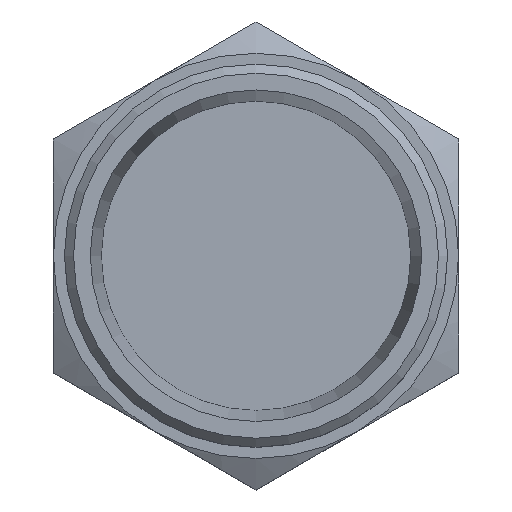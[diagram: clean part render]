
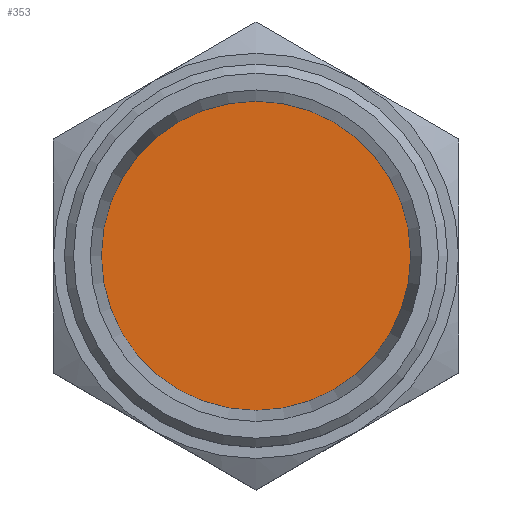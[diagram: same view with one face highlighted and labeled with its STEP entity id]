
A CAD part, top view. The second image highlights one B-rep face of the part: STEP entity #353.
In plain terms, the highlighted planar face has unit normal (0, 0, 1).
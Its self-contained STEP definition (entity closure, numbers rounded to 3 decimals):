
#34=PLANE('',#398);
#49=CIRCLE('',#399,21.);
#78=ORIENTED_EDGE('',*,*,#176,.F.);
#176=EDGE_CURVE('',#221,#221,#49,.T.);
#221=VERTEX_POINT('',#601);
#270=EDGE_LOOP('',(#78));
#304=FACE_BOUND('',#270,.T.);
#353=ADVANCED_FACE('',(#304),#34,.F.);
#398=AXIS2_PLACEMENT_3D('',#599,#456,#457);
#399=AXIS2_PLACEMENT_3D('',#600,#458,#459);
#456=DIRECTION('',(0.,0.,-1.));
#457=DIRECTION('',(0.,1.,0.));
#458=DIRECTION('',(0.,0.,-1.));
#459=DIRECTION('',(0.,1.,0.));
#599=CARTESIAN_POINT('',(0.,0.,0.));
#600=CARTESIAN_POINT('',(0.,0.,0.));
#601=CARTESIAN_POINT('',(0.,21.,0.));
